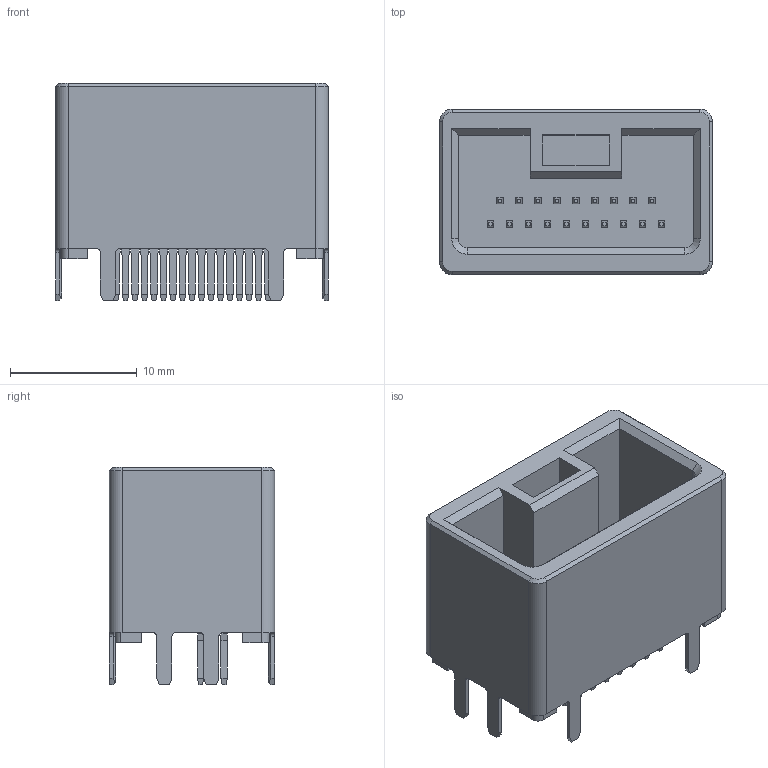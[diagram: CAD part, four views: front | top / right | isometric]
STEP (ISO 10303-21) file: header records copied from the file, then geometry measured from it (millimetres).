
FILE_DESCRIPTION(('Creo Elements/Direct Modeling STEP Export'),'2;1');
FILE_NAME('GT32-19DP-0.75DSA.stp','2015-07-10T12:56:57',(''),(''),'Creo Elements/Direct Modeling STEP processor for AP214 (Solid Model)','Creo Elements/Direct Modeling 18.1E 22-Nov-2013 (C) Parametric Technology GmbH','');
FILE_SCHEMA(('AUTOMOTIVE_DESIGN { 1 0 10303 214 1 1 1 1 }'));
Length unit declared in the file: millimetre
Products named in the file (1): GT32-19DP-0.75DSA
Bounding box: 21.55 x 13.05 x 17.15 mm (x, y, z)
Volume: 1951.5 mm3; surface area: 2753.1 mm2
Topology: 1 solids, 1 shells, 634 faces, 1572 edges, 982 vertices
Faces by surface type: plane 582, cone 26, cylinder 26
Entity records: 18325 total; most frequent: CARTESIAN_POINT 3326, ORIENTED_EDGE 3144, DIRECTION 2904, EDGE_CURVE 1572, VECTOR 1454, LINE 1454, VERTEX_POINT 982, AXIS2_PLACEMENT_3D 725
